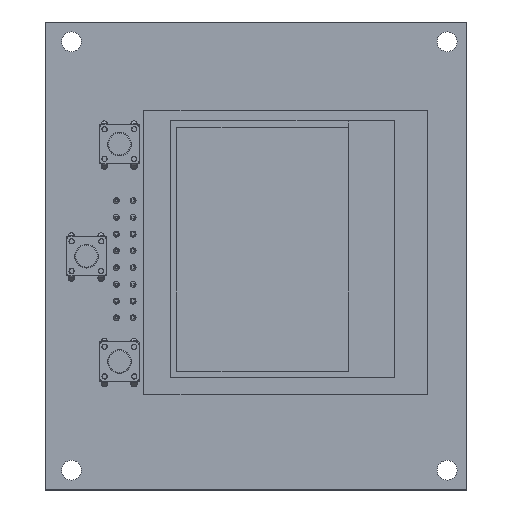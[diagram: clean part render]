
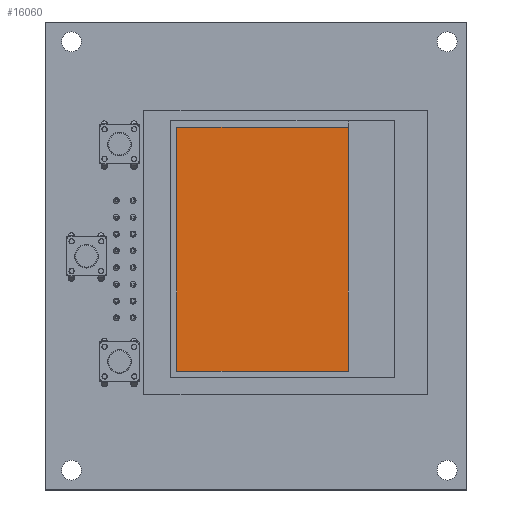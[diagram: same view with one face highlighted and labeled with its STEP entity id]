
A CAD part, top view. The second image highlights one B-rep face of the part: STEP entity #16060.
In plain terms, the highlighted planar face has unit normal (0, 0, 1).
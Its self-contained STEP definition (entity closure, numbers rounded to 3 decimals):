
#15746 = VERTEX_POINT('',#15747);
#15747 = CARTESIAN_POINT('',(-13.,18.5,3.2));
#15754 = PLANE('',#15755);
#15755 = AXIS2_PLACEMENT_3D('',#15756,#15757,#15758);
#15756 = CARTESIAN_POINT('',(-13.,18.5,0.));
#15757 = DIRECTION('',(1.,0.,0.));
#15758 = DIRECTION('',(0.,-1.,0.));
#15766 = PLANE('',#15767);
#15767 = AXIS2_PLACEMENT_3D('',#15768,#15769,#15770);
#15768 = CARTESIAN_POINT('',(13.,18.5,0.));
#15769 = DIRECTION('',(0.,-1.,0.));
#15770 = DIRECTION('',(-1.,0.,0.));
#15778 = EDGE_CURVE('',#15746,#15779,#15781,.T.);
#15779 = VERTEX_POINT('',#15780);
#15780 = CARTESIAN_POINT('',(-13.,-18.5,3.2));
#15781 = SURFACE_CURVE('',#15782,(#15786,#15793),.PCURVE_S1.);
#15782 = LINE('',#15783,#15784);
#15783 = CARTESIAN_POINT('',(-13.,18.5,3.2));
#15784 = VECTOR('',#15785,1.);
#15785 = DIRECTION('',(0.,-1.,0.));
#15786 = PCURVE('',#15754,#15787);
#15787 = DEFINITIONAL_REPRESENTATION('',(#15788),#15792);
#15788 = LINE('',#15789,#15790);
#15789 = CARTESIAN_POINT('',(0.,-3.2));
#15790 = VECTOR('',#15791,1.);
#15791 = DIRECTION('',(1.,0.));
#15792 = ( GEOMETRIC_REPRESENTATION_CONTEXT(2) 
PARAMETRIC_REPRESENTATION_CONTEXT() REPRESENTATION_CONTEXT('2D SPACE',''
  ) );
#15793 = PCURVE('',#15794,#15799);
#15794 = PLANE('',#15795);
#15795 = AXIS2_PLACEMENT_3D('',#15796,#15797,#15798);
#15796 = CARTESIAN_POINT('',(-13.,18.5,3.2));
#15797 = DIRECTION('',(0.,0.,-1.));
#15798 = DIRECTION('',(-1.,0.,0.));
#15799 = DEFINITIONAL_REPRESENTATION('',(#15800),#15804);
#15800 = LINE('',#15801,#15802);
#15801 = CARTESIAN_POINT('',(0.,0.));
#15802 = VECTOR('',#15803,1.);
#15803 = DIRECTION('',(0.,-1.));
#15804 = ( GEOMETRIC_REPRESENTATION_CONTEXT(2) 
PARAMETRIC_REPRESENTATION_CONTEXT() REPRESENTATION_CONTEXT('2D SPACE',''
  ) );
#15822 = PLANE('',#15823);
#15823 = AXIS2_PLACEMENT_3D('',#15824,#15825,#15826);
#15824 = CARTESIAN_POINT('',(-13.,-18.5,0.));
#15825 = DIRECTION('',(0.,1.,0.));
#15826 = DIRECTION('',(1.,0.,0.));
#15864 = EDGE_CURVE('',#15779,#15865,#15867,.T.);
#15865 = VERTEX_POINT('',#15866);
#15866 = CARTESIAN_POINT('',(13.,-18.5,3.2));
#15867 = SURFACE_CURVE('',#15868,(#15872,#15879),.PCURVE_S1.);
#15868 = LINE('',#15869,#15870);
#15869 = CARTESIAN_POINT('',(-13.,-18.5,3.2));
#15870 = VECTOR('',#15871,1.);
#15871 = DIRECTION('',(1.,0.,0.));
#15872 = PCURVE('',#15822,#15873);
#15873 = DEFINITIONAL_REPRESENTATION('',(#15874),#15878);
#15874 = LINE('',#15875,#15876);
#15875 = CARTESIAN_POINT('',(0.,-3.2));
#15876 = VECTOR('',#15877,1.);
#15877 = DIRECTION('',(1.,0.));
#15878 = ( GEOMETRIC_REPRESENTATION_CONTEXT(2) 
PARAMETRIC_REPRESENTATION_CONTEXT() REPRESENTATION_CONTEXT('2D SPACE',''
  ) );
#15879 = PCURVE('',#15794,#15880);
#15880 = DEFINITIONAL_REPRESENTATION('',(#15881),#15885);
#15881 = LINE('',#15882,#15883);
#15882 = CARTESIAN_POINT('',(0.,-37.));
#15883 = VECTOR('',#15884,1.);
#15884 = DIRECTION('',(-1.,0.));
#15885 = ( GEOMETRIC_REPRESENTATION_CONTEXT(2) 
PARAMETRIC_REPRESENTATION_CONTEXT() REPRESENTATION_CONTEXT('2D SPACE',''
  ) );
#15903 = PLANE('',#15904);
#15904 = AXIS2_PLACEMENT_3D('',#15905,#15906,#15907);
#15905 = CARTESIAN_POINT('',(13.,-18.5,0.));
#15906 = DIRECTION('',(-1.,0.,0.));
#15907 = DIRECTION('',(0.,1.,0.));
#15940 = EDGE_CURVE('',#15865,#15941,#15943,.T.);
#15941 = VERTEX_POINT('',#15942);
#15942 = CARTESIAN_POINT('',(13.,18.5,3.2));
#15943 = SURFACE_CURVE('',#15944,(#15948,#15955),.PCURVE_S1.);
#15944 = LINE('',#15945,#15946);
#15945 = CARTESIAN_POINT('',(13.,-18.5,3.2));
#15946 = VECTOR('',#15947,1.);
#15947 = DIRECTION('',(0.,1.,0.));
#15948 = PCURVE('',#15903,#15949);
#15949 = DEFINITIONAL_REPRESENTATION('',(#15950),#15954);
#15950 = LINE('',#15951,#15952);
#15951 = CARTESIAN_POINT('',(0.,-3.2));
#15952 = VECTOR('',#15953,1.);
#15953 = DIRECTION('',(1.,0.));
#15954 = ( GEOMETRIC_REPRESENTATION_CONTEXT(2) 
PARAMETRIC_REPRESENTATION_CONTEXT() REPRESENTATION_CONTEXT('2D SPACE',''
  ) );
#15955 = PCURVE('',#15794,#15956);
#15956 = DEFINITIONAL_REPRESENTATION('',(#15957),#15961);
#15957 = LINE('',#15958,#15959);
#15958 = CARTESIAN_POINT('',(-26.,-37.));
#15959 = VECTOR('',#15960,1.);
#15960 = DIRECTION('',(0.,1.));
#15961 = ( GEOMETRIC_REPRESENTATION_CONTEXT(2) 
PARAMETRIC_REPRESENTATION_CONTEXT() REPRESENTATION_CONTEXT('2D SPACE',''
  ) );
#16011 = EDGE_CURVE('',#15941,#15746,#16012,.T.);
#16012 = SURFACE_CURVE('',#16013,(#16017,#16024),.PCURVE_S1.);
#16013 = LINE('',#16014,#16015);
#16014 = CARTESIAN_POINT('',(13.,18.5,3.2));
#16015 = VECTOR('',#16016,1.);
#16016 = DIRECTION('',(-1.,0.,0.));
#16017 = PCURVE('',#15766,#16018);
#16018 = DEFINITIONAL_REPRESENTATION('',(#16019),#16023);
#16019 = LINE('',#16020,#16021);
#16020 = CARTESIAN_POINT('',(0.,-3.2));
#16021 = VECTOR('',#16022,1.);
#16022 = DIRECTION('',(1.,0.));
#16023 = ( GEOMETRIC_REPRESENTATION_CONTEXT(2) 
PARAMETRIC_REPRESENTATION_CONTEXT() REPRESENTATION_CONTEXT('2D SPACE',''
  ) );
#16024 = PCURVE('',#15794,#16025);
#16025 = DEFINITIONAL_REPRESENTATION('',(#16026),#16030);
#16026 = LINE('',#16027,#16028);
#16027 = CARTESIAN_POINT('',(-26.,0.));
#16028 = VECTOR('',#16029,1.);
#16029 = DIRECTION('',(1.,0.));
#16030 = ( GEOMETRIC_REPRESENTATION_CONTEXT(2) 
PARAMETRIC_REPRESENTATION_CONTEXT() REPRESENTATION_CONTEXT('2D SPACE',''
  ) );
#16060 = ADVANCED_FACE('',(#16061),#15794,.F.);
#16061 = FACE_BOUND('',#16062,.T.);
#16062 = EDGE_LOOP('',(#16063,#16064,#16065,#16066));
#16063 = ORIENTED_EDGE('',*,*,#15778,.T.);
#16064 = ORIENTED_EDGE('',*,*,#15864,.T.);
#16065 = ORIENTED_EDGE('',*,*,#15940,.T.);
#16066 = ORIENTED_EDGE('',*,*,#16011,.T.);
